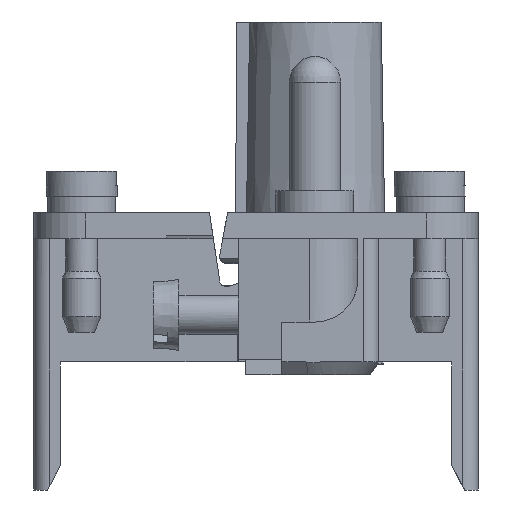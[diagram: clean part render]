
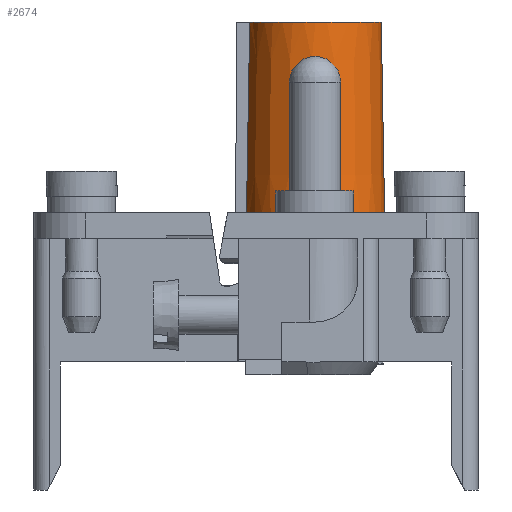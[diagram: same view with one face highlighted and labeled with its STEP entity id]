
A CAD part, left-side view. The second image highlights one B-rep face of the part: STEP entity #2674.
In plain terms, the highlighted conical face has half-angle 1 degrees and reference radius 5.15 mm.
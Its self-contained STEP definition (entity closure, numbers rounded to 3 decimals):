
#1330=CONICAL_SURFACE('',#13621,5.15,1.);
#2120=FACE_OUTER_BOUND('',#3670,.T.);
#2674=ADVANCED_FACE('',(#2120),#1330,.T.);
#3670=EDGE_LOOP('',(#5840,#5841,#5842,#5843));
#5840=ORIENTED_EDGE('',*,*,#9066,.T.);
#5841=ORIENTED_EDGE('',*,*,#9067,.T.);
#5842=ORIENTED_EDGE('',*,*,#9068,.F.);
#5843=ORIENTED_EDGE('',*,*,#9069,.T.);
#7734=VERTEX_POINT('',#20834);
#7735=VERTEX_POINT('',#20835);
#7736=VERTEX_POINT('',#20846);
#7737=VERTEX_POINT('',#20848);
#9066=EDGE_CURVE('',#7734,#7735,#9976,.T.);
#9067=EDGE_CURVE('',#7735,#7736,#9853,.T.);
#9068=EDGE_CURVE('',#7737,#7736,#9977,.T.);
#9069=EDGE_CURVE('',#7737,#7734,#9854,.T.);
#9853=B_SPLINE_CURVE_WITH_KNOTS('',3,(#20836,#20837,#20838,#20839,#20840,
#20841,#20842,#20843,#20844,#20845),.UNSPECIFIED.,.F.,.F.,(4,3,3,4),(0.,
0.684,0.967,1.),.UNSPECIFIED.);
#9854=B_SPLINE_CURVE_WITH_KNOTS('',3,(#20849,#20850,#20851,#20852,#20853,
#20854),.UNSPECIFIED.,.F.,.F.,(4,2,4),(0.,0.5,1.),.UNSPECIFIED.);
#9976=CIRCLE('',#13619,5.15);
#9977=CIRCLE('',#13620,5.408);
#13619=AXIS2_PLACEMENT_3D('',#20833,#15647,#15648);
#13620=AXIS2_PLACEMENT_3D('',#20847,#15649,#15650);
#13621=AXIS2_PLACEMENT_3D('',#20855,#15651,#15652);
#15647=DIRECTION('',(0.,0.,-1.));
#15648=DIRECTION('',(0.,1.,0.));
#15649=DIRECTION('',(0.,0.,-1.));
#15650=DIRECTION('',(0.,-1.,0.));
#15651=DIRECTION('',(0.,0.,-1.));
#15652=DIRECTION('',(0.,1.,0.));
#20833=CARTESIAN_POINT('',(50.5,-4.575,16.8));
#20834=CARTESIAN_POINT('',(55.575,-5.451,16.8));
#20835=CARTESIAN_POINT('',(49.565,0.489,16.8));
#20836=CARTESIAN_POINT('',(49.565,0.489,16.8));
#20837=CARTESIAN_POINT('',(49.55,0.547,13.426));
#20838=CARTESIAN_POINT('',(49.535,0.604,10.052));
#20839=CARTESIAN_POINT('',(49.52,0.661,6.678));
#20840=CARTESIAN_POINT('',(49.514,0.684,5.283));
#20841=CARTESIAN_POINT('',(49.508,0.708,3.887));
#20842=CARTESIAN_POINT('',(49.502,0.732,2.491));
#20843=CARTESIAN_POINT('',(49.501,0.735,2.327));
#20844=CARTESIAN_POINT('',(49.501,0.737,2.164));
#20845=CARTESIAN_POINT('',(49.5,0.74,2.));
#20846=CARTESIAN_POINT('',(49.5,0.74,2.));
#20847=CARTESIAN_POINT('',(50.5,-4.575,2.));
#20848=CARTESIAN_POINT('',(55.575,-6.444,2.));
#20849=CARTESIAN_POINT('',(55.575,-6.444,2.));
#20850=CARTESIAN_POINT('',(55.575,-6.32,4.469));
#20851=CARTESIAN_POINT('',(55.575,-6.185,6.938));
#20852=CARTESIAN_POINT('',(55.575,-5.872,11.873));
#20853=CARTESIAN_POINT('',(55.575,-5.703,14.341));
#20854=CARTESIAN_POINT('',(55.575,-5.451,16.8));
#20855=CARTESIAN_POINT('',(50.5,-4.575,16.8));
